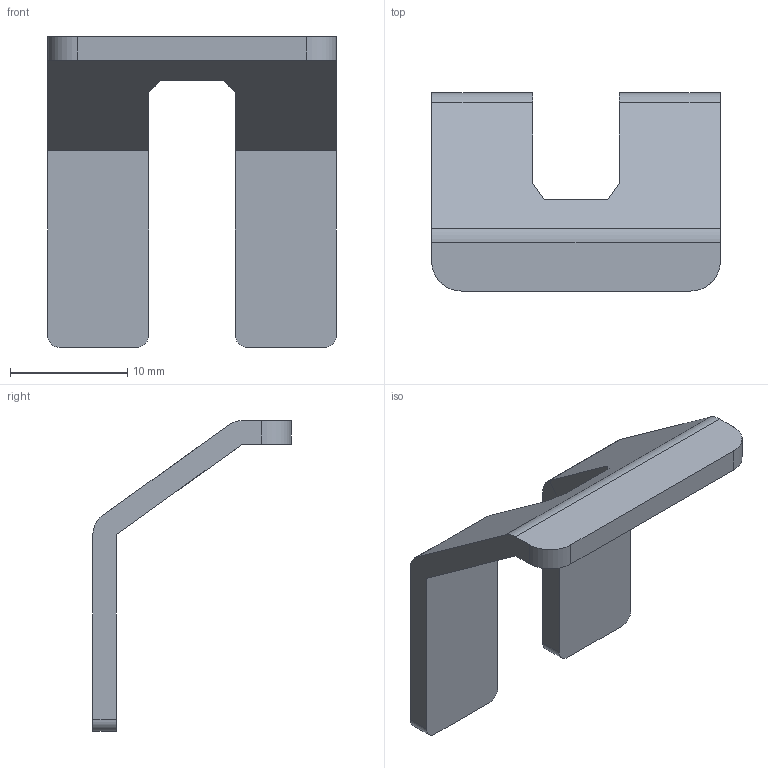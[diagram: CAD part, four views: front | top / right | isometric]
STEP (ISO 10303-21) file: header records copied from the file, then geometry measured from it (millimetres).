
FILE_DESCRIPTION(('CATIA V5R20 STEP214'),'2;1');
FILE_NAME ('5988982_4_1079500000_1079500000_S.stp','2015-02-03T07:53:36+00:00',('none'),('Weidmueller'),'CATIA Version 5 Release 20 SP 5 (IN-10)','CATIA V5 STEP AP214','none');
FILE_SCHEMA(('AUTOMOTIVE_DESIGN { 1 0 10303 214 1 1 1 1 }'));
Length unit declared in the file: millimetre
Products named in the file (1): WQB-PEN_35N
Bounding box: 24.6 x 16.91 x 26.48 mm (x, y, z)
Volume: 1340.7 mm3; surface area: 1683.1 mm2
Topology: 1 solids, 1 shells, 29 faces, 77 edges, 50 vertices
Faces by surface type: plane 20, cylinder 9
Entity records: 908 total; most frequent: CARTESIAN_POINT 188, ORIENTED_EDGE 154, DIRECTION 122, EDGE_CURVE 77, VECTOR 59, LINE 59, VERTEX_POINT 50, AXIS2_PLACEMENT_3D 40
